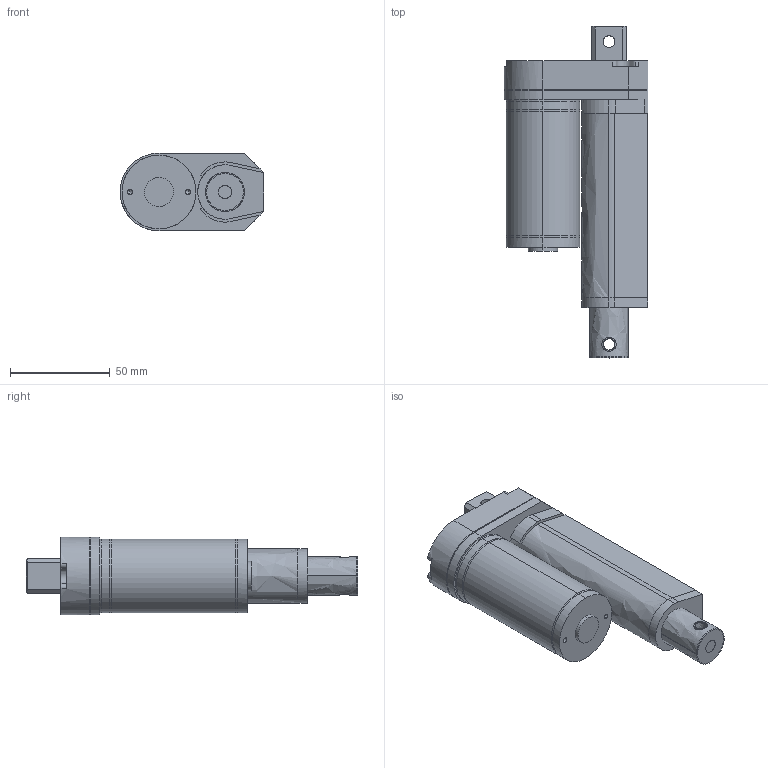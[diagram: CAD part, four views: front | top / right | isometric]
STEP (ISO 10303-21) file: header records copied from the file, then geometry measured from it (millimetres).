
FILE_DESCRIPTION(('FreeCAD Model'),'2;1');
FILE_NAME('Open CASCADE Shape Model','2025-04-25T20:48:52',('FreeCAD'),( 'FreeCAD'),'Open CASCADE STEP processor 7.6','FreeCAD','Unknown');
FILE_SCHEMA(('AUTOMOTIVE_DESIGN { 1 0 10303 214 1 1 1 1 }'));
Length unit declared in the file: millimetre
Products named in the file (1): Open CASCADE STEP translator 7.6 1
Bounding box: 72.17 x 166.78 x 39.01 mm (x, y, z)
Volume: 251402.1 mm3; surface area: 53397.5 mm2
Topology: 3 solids, 3 shells, 151 faces, 365 edges, 216 vertices
Faces by surface type: bspline 151
Entity records: 6421 total; most frequent: CARTESIAN_POINT 4345, ORIENTED_EDGE 698, EDGE_CURVE 349, B_SPLINE_CURVE_WITH_KNOTS 234, VERTEX_POINT 216, FACE_BOUND 171, EDGE_LOOP 171, ADVANCED_FACE 151
